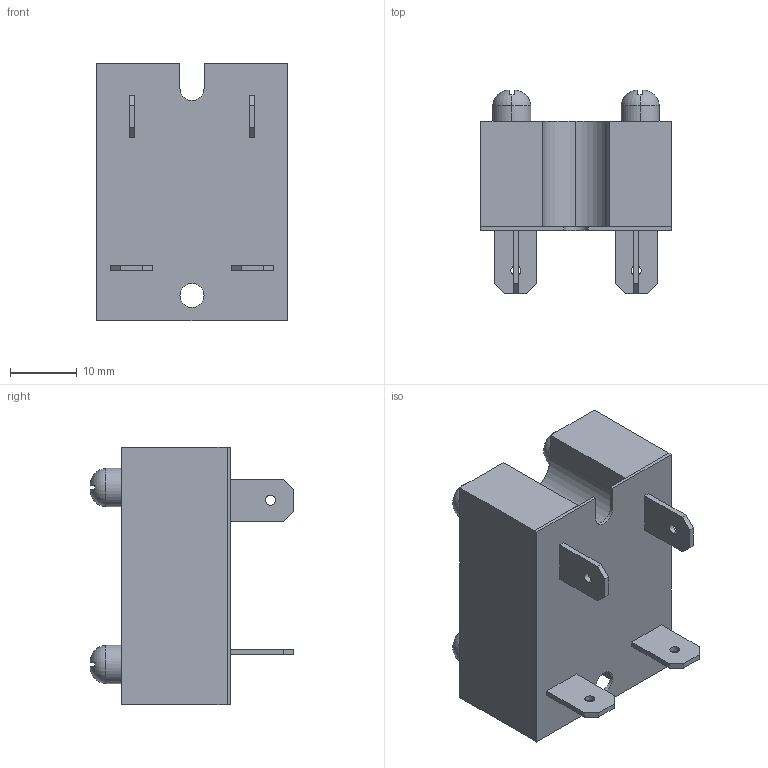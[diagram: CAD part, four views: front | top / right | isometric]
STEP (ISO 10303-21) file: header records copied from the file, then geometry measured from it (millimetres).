
FILE_DESCRIPTION (( 'STEP AP214' ), '1' );
FILE_NAME ('ASR-SIM240D25RW-LQ.STEP', '2023-05-20T10:33:48', ( '' ), ( '' ), 'SwSTEP 2.0', 'SolidWorks 2021', '' );
FILE_SCHEMA (( 'AUTOMOTIVE_DESIGN' ));
Length unit declared in the file: millimetre
Products named in the file (1): ASR-SIM240D25RW-LQ
Bounding box: 28.5 x 30.5 x 38.5 mm (x, y, z)
Volume: 16012.3 mm3; surface area: 7668.3 mm2
Topology: 6 solids, 6 shells, 139 faces, 357 edges, 238 vertices
Faces by surface type: plane 109, cylinder 22, torus 8
Entity records: 6083 total; most frequent: CARTESIAN_POINT 1111, ORIENTED_EDGE 714, DIRECTION 641, EDGE_CURVE 357, LINE 241, VECTOR 241, VERTEX_POINT 238, AXIS2_PLACEMENT_3D 200
